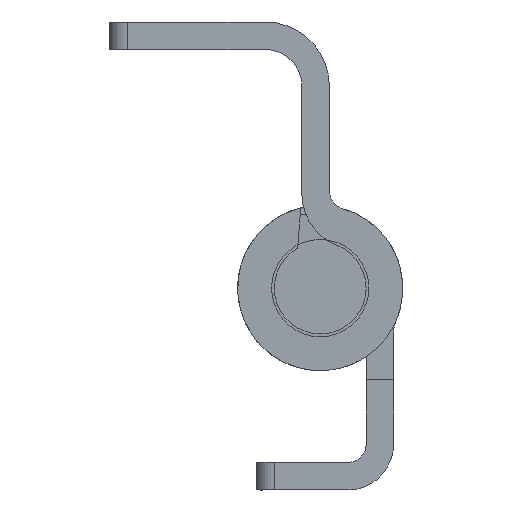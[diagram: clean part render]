
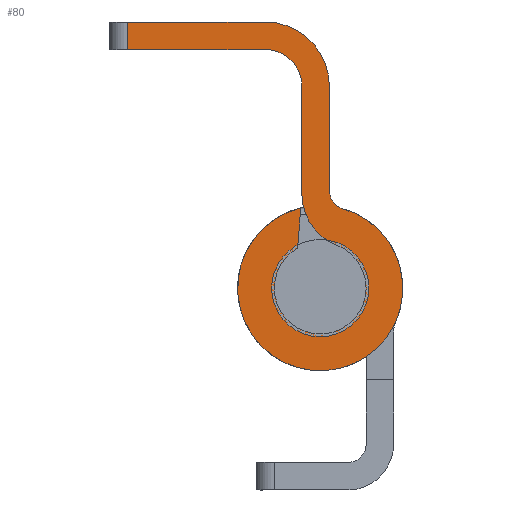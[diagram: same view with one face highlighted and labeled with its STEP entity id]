
A CAD part, front view. The second image highlights one B-rep face of the part: STEP entity #80.
In plain terms, the highlighted planar face has unit normal (0, -1, 0).
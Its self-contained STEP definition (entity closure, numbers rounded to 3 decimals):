
#80=ADVANCED_FACE('',(#168),#1508,.T.);
#168=FACE_OUTER_BOUND('',#269,.T.);
#269=EDGE_LOOP('',(#555,#556,#557,#558,#559,#560,#561,#562,#563,#564,#565,
#566));
#555=ORIENTED_EDGE('',*,*,#934,.F.);
#556=ORIENTED_EDGE('',*,*,#886,.F.);
#557=ORIENTED_EDGE('',*,*,#924,.F.);
#558=ORIENTED_EDGE('',*,*,#880,.F.);
#559=ORIENTED_EDGE('',*,*,#931,.F.);
#560=ORIENTED_EDGE('',*,*,#877,.F.);
#561=ORIENTED_EDGE('',*,*,#874,.F.);
#562=ORIENTED_EDGE('',*,*,#871,.F.);
#563=ORIENTED_EDGE('',*,*,#868,.F.);
#564=ORIENTED_EDGE('',*,*,#864,.F.);
#565=ORIENTED_EDGE('',*,*,#892,.F.);
#566=ORIENTED_EDGE('',*,*,#889,.F.);
#864=EDGE_CURVE('',#1381,#1382,#1185,.T.);
#868=EDGE_CURVE('',#1382,#1385,#1038,.T.);
#871=EDGE_CURVE('',#1385,#1387,#1187,.T.);
#874=EDGE_CURVE('',#1387,#1389,#1189,.T.);
#877=EDGE_CURVE('',#1389,#1421,#1041,.T.);
#880=EDGE_CURVE('',#1423,#1413,#1044,.T.);
#886=EDGE_CURVE('',#1419,#1425,#1050,.T.);
#889=EDGE_CURVE('',#1427,#1391,#1053,.T.);
#892=EDGE_CURVE('',#1391,#1381,#1191,.T.);
#924=EDGE_CURVE('',#1413,#1419,#1068,.T.);
#931=EDGE_CURVE('',#1421,#1423,#1209,.T.);
#934=EDGE_CURVE('',#1425,#1427,#1211,.T.);
#1038=B_SPLINE_CURVE_WITH_KNOTS('',1,(#3461,#3462),.UNSPECIFIED.,.F.,.F.,
(2,2),(101.727,103.932),.UNSPECIFIED.);
#1041=B_SPLINE_CURVE_WITH_KNOTS('',1,(#3483,#3484),.UNSPECIFIED.,.F.,.F.,
(2,2),(121.085,126.962),.UNSPECIFIED.);
#1044=B_SPLINE_CURVE_WITH_KNOTS('',1,(#3489,#3490),.UNSPECIFIED.,.F.,.F.,
(2,2),(130.962,138.462),.UNSPECIFIED.);
#1050=B_SPLINE_CURVE_WITH_KNOTS('',1,(#3501,#3502),.UNSPECIFIED.,.F.,.F.,
(2,2),(141.962,149.462),.UNSPECIFIED.);
#1053=B_SPLINE_CURVE_WITH_KNOTS('',1,(#3507,#3508),.UNSPECIFIED.,.F.,.F.,
(2,2),(156.462,162.17),.UNSPECIFIED.);
#1068=B_SPLINE_CURVE_WITH_KNOTS('',1,(#3591,#3592),.UNSPECIFIED.,.F.,.F.,
(2,2),(0.,1.5),.UNSPECIFIED.);
#1185=TRIMMED_CURVE($,#1267,(#3452),(#3453),.T.,.CARTESIAN.);
#1187=TRIMMED_CURVE($,#1269,(#3468),(#3469),.T.,.CARTESIAN.);
#1189=TRIMMED_CURVE($,#1271,(#3476),(#3477),.T.,.CARTESIAN.);
#1191=TRIMMED_CURVE($,#1273,(#3514),(#3515),.T.,.CARTESIAN.);
#1209=TRIMMED_CURVE($,#1291,(#3610),(#3611),.T.,.CARTESIAN.);
#1211=TRIMMED_CURVE($,#1293,(#3618),(#3619),.T.,.CARTESIAN.);
#1267=CIRCLE('',#1723,4.5);
#1269=CIRCLE('',#1725,2.499);
#1271=CIRCLE('',#1727,3.);
#1273=CIRCLE('',#1729,1.);
#1291=CIRCLE('',#1747,2.);
#1293=CIRCLE('',#1749,3.5);
#1381=VERTEX_POINT('',#3399);
#1382=VERTEX_POINT('',#3400);
#1385=VERTEX_POINT('',#3403);
#1387=VERTEX_POINT('',#3405);
#1389=VERTEX_POINT('',#3407);
#1391=VERTEX_POINT('',#3409);
#1413=VERTEX_POINT('',#3431);
#1419=VERTEX_POINT('',#3437);
#1421=VERTEX_POINT('',#3439);
#1423=VERTEX_POINT('',#3441);
#1425=VERTEX_POINT('',#3443);
#1427=VERTEX_POINT('',#3445);
#1508=PLANE('',#1721);
#1721=AXIS2_PLACEMENT_3D('',#3397,#1903,$);
#1723=AXIS2_PLACEMENT_3D($,#3451,#1905,#1906);
#1725=AXIS2_PLACEMENT_3D($,#3467,#1909,#1910);
#1727=AXIS2_PLACEMENT_3D($,#3475,#1913,#1914);
#1729=AXIS2_PLACEMENT_3D($,#3513,#1917,#1918);
#1747=AXIS2_PLACEMENT_3D($,#3609,#1953,#1954);
#1749=AXIS2_PLACEMENT_3D($,#3617,#1957,#1958);
#1903=DIRECTION('',(0.,-1.,0.));
#1905=DIRECTION('',(0.,1.,0.));
#1906=DIRECTION('',(0.273,0.,0.962));
#1909=DIRECTION('',(0.,-1.,0.));
#1910=DIRECTION('',(-0.493,0.,0.87));
#1913=DIRECTION('',(0.,1.,0.));
#1914=DIRECTION('',(-0.364,0.,-0.932));
#1917=DIRECTION('',(0.,-1.,0.));
#1918=DIRECTION('',(-1.,0.,0.));
#1953=DIRECTION('',(0.,-1.,0.));
#1954=DIRECTION('',(1.,0.,0.));
#1957=DIRECTION('',(0.,1.,0.));
#1958=DIRECTION('',(0.,0.,1.));
#3397=CARTESIAN_POINT('',(-15.19,0.,8.486));
#3399=CARTESIAN_POINT('',(-0.463,0.,-4.06));
#3400=CARTESIAN_POINT('',(-2.754,0.,-4.017));
#3403=CARTESIAN_POINT('',(-2.923,0.,-6.214));
#3405=CARTESIAN_POINT('',(-0.781,0.,-6.061));
#3407=CARTESIAN_POINT('',(-2.69,0.,-3.266));
#3409=CARTESIAN_POINT('',(-1.19,0.,-3.098));
#3431=CARTESIAN_POINT('',(-12.19,0.,4.611));
#3437=CARTESIAN_POINT('',(-12.19,0.,6.111));
#3439=CARTESIAN_POINT('',(-2.69,0.,2.611));
#3441=CARTESIAN_POINT('',(-4.69,0.,4.611));
#3443=CARTESIAN_POINT('',(-4.69,0.,6.111));
#3445=CARTESIAN_POINT('',(-1.19,0.,2.611));
#3451=CARTESIAN_POINT('',(-1.69,0.,-8.389));
#3452=CARTESIAN_POINT('',(-0.463,0.,-4.06));
#3453=CARTESIAN_POINT('',(-2.754,0.,-4.017));
#3461=CARTESIAN_POINT('',(-2.754,0.,-4.017));
#3462=CARTESIAN_POINT('',(-2.923,0.,-6.214));
#3467=CARTESIAN_POINT('',(-1.691,0.,-8.389));
#3468=CARTESIAN_POINT('',(-2.923,0.,-6.214));
#3469=CARTESIAN_POINT('',(-0.781,0.,-6.061));
#3475=CARTESIAN_POINT('',(0.309,0.,-3.266));
#3476=CARTESIAN_POINT('',(-0.781,0.,-6.061));
#3477=CARTESIAN_POINT('',(-2.69,0.,-3.266));
#3483=CARTESIAN_POINT('',(-2.69,0.,-3.266));
#3484=CARTESIAN_POINT('',(-2.69,0.,2.611));
#3489=CARTESIAN_POINT('',(-4.69,0.,4.611));
#3490=CARTESIAN_POINT('',(-12.19,0.,4.611));
#3501=CARTESIAN_POINT('',(-12.19,0.,6.111));
#3502=CARTESIAN_POINT('',(-4.69,0.,6.111));
#3507=CARTESIAN_POINT('',(-1.19,0.,2.611));
#3508=CARTESIAN_POINT('',(-1.19,0.,-3.098));
#3513=CARTESIAN_POINT('',(-0.19,0.,-3.098));
#3514=CARTESIAN_POINT('',(-1.19,0.,-3.098));
#3515=CARTESIAN_POINT('',(-0.463,0.,-4.06));
#3591=CARTESIAN_POINT('',(-12.19,0.,4.611));
#3592=CARTESIAN_POINT('',(-12.19,0.,6.111));
#3609=CARTESIAN_POINT('',(-4.69,0.,2.611));
#3610=CARTESIAN_POINT('',(-2.69,0.,2.611));
#3611=CARTESIAN_POINT('',(-4.69,0.,4.611));
#3617=CARTESIAN_POINT('',(-4.69,0.,2.611));
#3618=CARTESIAN_POINT('',(-4.69,0.,6.111));
#3619=CARTESIAN_POINT('',(-1.19,0.,2.611));
